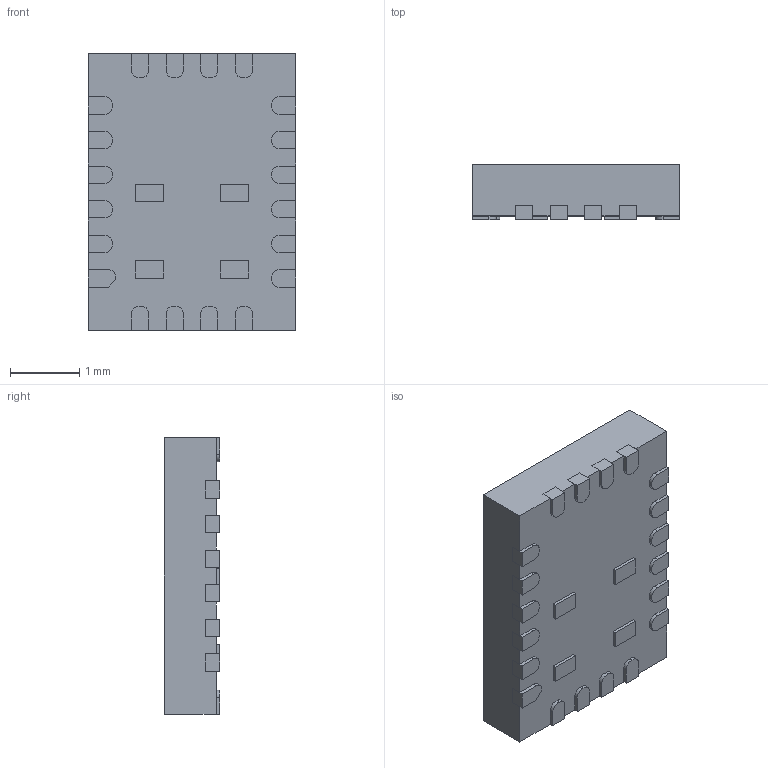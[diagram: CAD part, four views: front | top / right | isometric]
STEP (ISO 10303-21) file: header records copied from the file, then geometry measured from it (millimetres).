
FILE_DESCRIPTION (( 'STEP AP214' ), '1' );
FILE_NAME ('LT3033IUDC#TRPBF.STEP', '2024-01-18T02:18:44', ( '' ), ( '' ), 'SwSTEP 2.0', 'SolidWorks 2021', '' );
FILE_SCHEMA (( 'AUTOMOTIVE_DESIGN' ));
Length unit declared in the file: millimetre
Products named in the file (1): LT3033IUDC#TRPBF
Bounding box: 3 x 0.8 x 4 mm (x, y, z)
Volume: 9.1 mm3; surface area: 47.1 mm2
Topology: 26 solids, 26 shells, 337 faces, 840 edges, 560 vertices
Faces by surface type: plane 255, cylinder 82
Entity records: 10237 total; most frequent: CARTESIAN_POINT 1738, ORIENTED_EDGE 1680, DIRECTION 1680, EDGE_CURVE 840, LINE 676, VECTOR 676, VERTEX_POINT 560, AXIS2_PLACEMENT_3D 502
